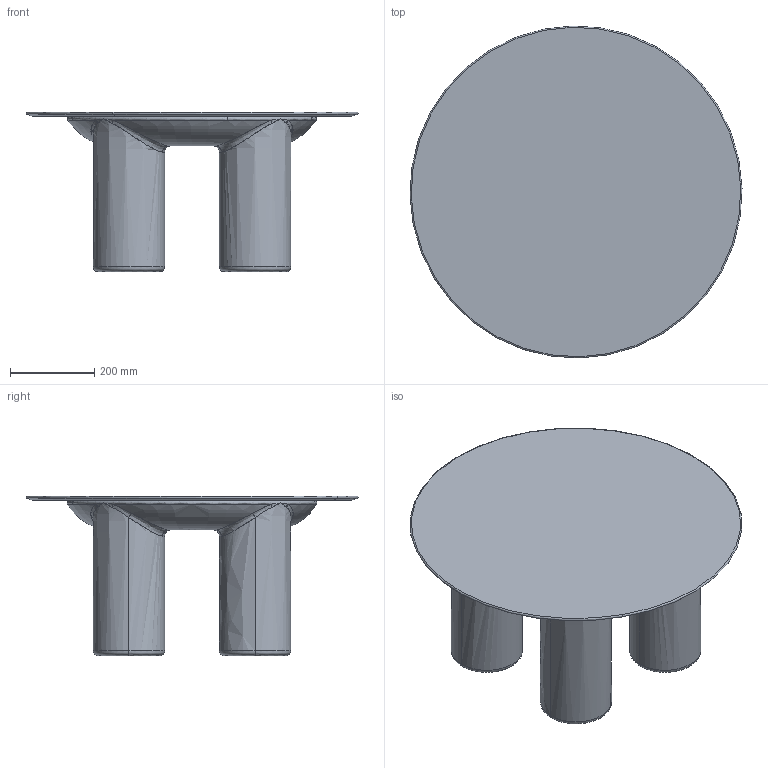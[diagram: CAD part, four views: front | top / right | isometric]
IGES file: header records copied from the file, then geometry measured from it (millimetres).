
Start section: START RECORD GO HERE.
Global section: file name: Table-ATENE-con-PIANO-80.igs; native system: DASSAULT SYSTEMES CATIA Version 5-6 Release 2014 - www.3ds.com; preprocessor: V5-6R2014_5.24.5.0.02-24-2015.20.00; author: samatori; organization: DOMAIN; date: 20170413.144805; units: millimetre
Bounding box: 789.75 x 789.75 x 380 mm (x, y, z)
Surface area: 2250070.1 mm2 (no closed solid volume)
Topology: 0 solids, 0 shells, 99 faces, 484 edges, 468 vertices
Faces by surface type: revolution 62, bspline 28, plane 9
